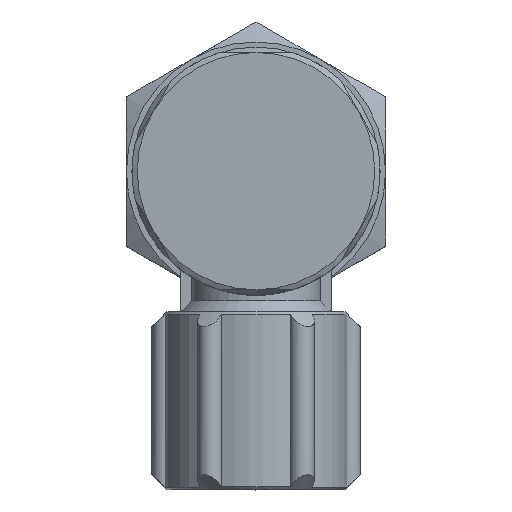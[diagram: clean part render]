
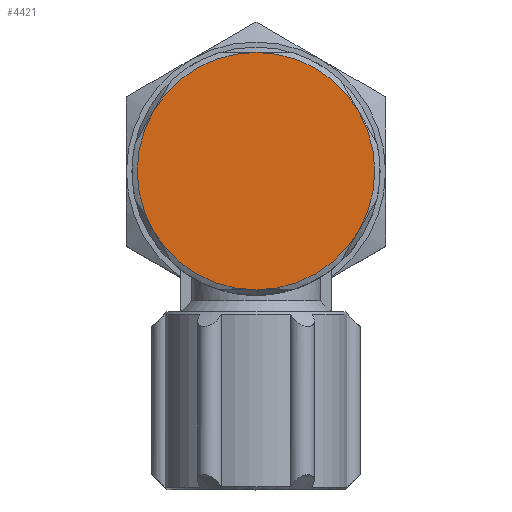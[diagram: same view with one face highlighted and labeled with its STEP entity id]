
A CAD part, top view. The second image highlights one B-rep face of the part: STEP entity #4421.
In plain terms, the highlighted planar face has unit normal (0, 0, 1).
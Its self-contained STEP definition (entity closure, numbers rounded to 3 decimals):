
#4036=CARTESIAN_POINT('',(9.519,13.335,23.25));
#4037=VERTEX_POINT('',#4036);
#4051=CARTESIAN_POINT('',(9.534,13.309,23.25));
#4052=VERTEX_POINT('',#4051);
#4053=CARTESIAN_POINT('',(9.519,13.335,23.25));
#4054=DIRECTION('',(0.5,-0.866,0.0));
#4055=VECTOR('',#4054,0.03);
#4056=LINE('',#4053,#4055);
#4057=EDGE_CURVE('',#4037,#4052,#4056,.T.);
#4091=CARTESIAN_POINT('',(0.,18.822,23.25));
#4092=VERTEX_POINT('',#4091);
#4163=CARTESIAN_POINT('',(-9.526,13.322,23.25));
#4164=VERTEX_POINT('',#4163);
#4202=CARTESIAN_POINT('',(-9.526,2.322,23.25));
#4203=VERTEX_POINT('',#4202);
#4226=CARTESIAN_POINT('',(0.,-3.178,23.25));
#4227=VERTEX_POINT('',#4226);
#4241=CARTESIAN_POINT('',(0.,7.822,23.25));
#4242=DIRECTION('',(0.0,0.0,1.0));
#4243=DIRECTION('',(-1.0,0.0,0.0));
#4244=AXIS2_PLACEMENT_3D('',#4241,#4242,#4243);
#4245=CIRCLE('',#4244,11.);
#4246=EDGE_CURVE('',#4203,#4227,#4245,.T.);
#4256=CARTESIAN_POINT('',(9.519,2.309,23.25));
#4257=VERTEX_POINT('',#4256);
#4271=CARTESIAN_POINT('',(0.,7.822,23.25));
#4272=DIRECTION('',(0.0,0.0,1.0));
#4273=DIRECTION('',(-1.0,0.0,0.0));
#4274=AXIS2_PLACEMENT_3D('',#4271,#4272,#4273);
#4275=CIRCLE('',#4274,11.);
#4276=EDGE_CURVE('',#4227,#4257,#4275,.T.);
#4323=CARTESIAN_POINT('',(0.,7.822,23.25));
#4324=DIRECTION('',(0.0,0.0,1.0));
#4325=DIRECTION('',(-1.0,0.0,0.0));
#4326=AXIS2_PLACEMENT_3D('',#4323,#4324,#4325);
#4327=CIRCLE('',#4326,11.);
#4328=EDGE_CURVE('',#4164,#4203,#4327,.T.);
#4341=CARTESIAN_POINT('',(0.,7.822,23.25));
#4342=DIRECTION('',(0.0,0.0,1.0));
#4343=DIRECTION('',(-1.0,0.0,0.0));
#4344=AXIS2_PLACEMENT_3D('',#4341,#4342,#4343);
#4345=CIRCLE('',#4344,11.);
#4346=EDGE_CURVE('',#4092,#4164,#4345,.T.);
#4359=CARTESIAN_POINT('',(0.,7.822,23.25));
#4360=DIRECTION('',(0.0,0.0,1.0));
#4361=DIRECTION('',(-1.0,0.0,0.0));
#4362=AXIS2_PLACEMENT_3D('',#4359,#4360,#4361);
#4363=CIRCLE('',#4362,11.);
#4364=EDGE_CURVE('',#4037,#4092,#4363,.T.);
#4374=CARTESIAN_POINT('',(9.534,2.335,23.25));
#4375=VERTEX_POINT('',#4374);
#4391=CARTESIAN_POINT('',(0.,7.822,23.25));
#4392=DIRECTION('',(0.0,0.0,1.0));
#4393=DIRECTION('',(-1.0,0.0,0.0));
#4394=AXIS2_PLACEMENT_3D('',#4391,#4392,#4393);
#4395=CIRCLE('',#4394,11.);
#4396=EDGE_CURVE('',#4375,#4052,#4395,.T.);
#4401=CARTESIAN_POINT('',(6.351,18.822,23.25));
#4402=DIRECTION('',(0.0,0.0,-1.0));
#4403=DIRECTION('',(-1.0,0.0,0.0));
#4404=AXIS2_PLACEMENT_3D('',#4401,#4402,#4403);
#4405=PLANE('',#4404);
#4406=ORIENTED_EDGE('',*,*,#4396,.T.);
#4407=ORIENTED_EDGE('',*,*,#4057,.F.);
#4408=ORIENTED_EDGE('',*,*,#4364,.T.);
#4409=ORIENTED_EDGE('',*,*,#4346,.T.);
#4410=ORIENTED_EDGE('',*,*,#4328,.T.);
#4411=ORIENTED_EDGE('',*,*,#4246,.T.);
#4412=ORIENTED_EDGE('',*,*,#4276,.T.);
#4413=CARTESIAN_POINT('',(9.534,2.335,23.25));
#4414=DIRECTION('',(-0.5,-0.866,0.0));
#4415=VECTOR('',#4414,0.03);
#4416=LINE('',#4413,#4415);
#4417=EDGE_CURVE('',#4375,#4257,#4416,.T.);
#4418=ORIENTED_EDGE('',*,*,#4417,.F.);
#4419=EDGE_LOOP('',(#4406,#4407,#4408,#4409,#4410,#4411,#4412,#4418));
#4420=FACE_OUTER_BOUND('',#4419,.T.);
#4421=ADVANCED_FACE('',(#4420),#4405,.F.);
